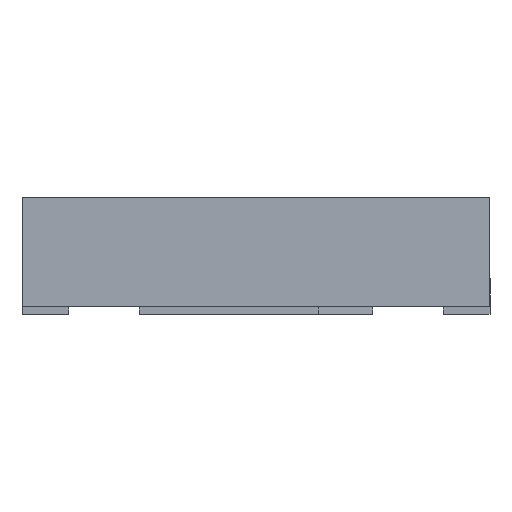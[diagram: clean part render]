
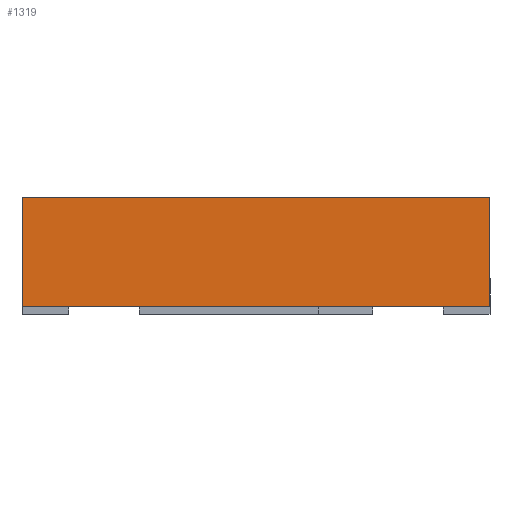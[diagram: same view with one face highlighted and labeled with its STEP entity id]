
A CAD part, left-side view. The second image highlights one B-rep face of the part: STEP entity #1319.
In plain terms, the highlighted planar face has unit normal (-1, 0, 0).
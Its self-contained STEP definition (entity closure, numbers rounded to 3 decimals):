
#1111 = VERTEX_POINT('',#1112);
#1112 = CARTESIAN_POINT('',(-1.5,1.5,0.775));
#1118 = EDGE_CURVE('',#1111,#1119,#1121,.T.);
#1119 = VERTEX_POINT('',#1120);
#1120 = CARTESIAN_POINT('',(-1.5,-1.5,0.775));
#1121 = LINE('',#1122,#1123);
#1122 = CARTESIAN_POINT('',(-1.5,-1.5,0.775));
#1123 = VECTOR('',#1124,1.);
#1124 = DIRECTION('',(0.,-1.,0.));
#1286 = VERTEX_POINT('',#1287);
#1287 = CARTESIAN_POINT('',(-1.5,1.5,0.075));
#1293 = EDGE_CURVE('',#1111,#1286,#1294,.T.);
#1294 = LINE('',#1295,#1296);
#1295 = CARTESIAN_POINT('',(-1.5,1.5,0.775));
#1296 = VECTOR('',#1297,1.);
#1297 = DIRECTION('',(0.,0.,-1.));
#1319 = ADVANCED_FACE('',(#1320),#1338,.F.);
#1320 = FACE_BOUND('',#1321,.T.);
#1321 = EDGE_LOOP('',(#1322,#1330,#1336,#1337));
#1322 = ORIENTED_EDGE('',*,*,#1323,.T.);
#1323 = EDGE_CURVE('',#1286,#1324,#1326,.T.);
#1324 = VERTEX_POINT('',#1325);
#1325 = CARTESIAN_POINT('',(-1.5,-1.5,0.075));
#1326 = LINE('',#1327,#1328);
#1327 = CARTESIAN_POINT('',(-1.5,-1.5,0.075));
#1328 = VECTOR('',#1329,1.);
#1329 = DIRECTION('',(0.,-1.,0.));
#1330 = ORIENTED_EDGE('',*,*,#1331,.F.);
#1331 = EDGE_CURVE('',#1119,#1324,#1332,.T.);
#1332 = LINE('',#1333,#1334);
#1333 = CARTESIAN_POINT('',(-1.5,-1.5,0.775));
#1334 = VECTOR('',#1335,1.);
#1335 = DIRECTION('',(0.,0.,-1.));
#1336 = ORIENTED_EDGE('',*,*,#1118,.F.);
#1337 = ORIENTED_EDGE('',*,*,#1293,.T.);
#1338 = PLANE('',#1339);
#1339 = AXIS2_PLACEMENT_3D('',#1340,#1341,#1342);
#1340 = CARTESIAN_POINT('',(-1.5,-1.5,0.775));
#1341 = DIRECTION('',(1.,0.,0.));
#1342 = DIRECTION('',(0.,1.,0.));
